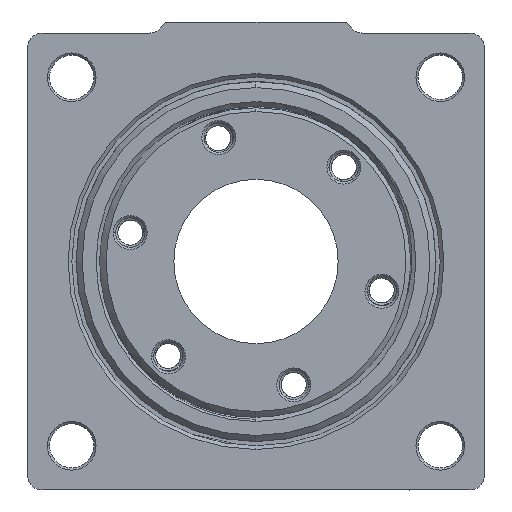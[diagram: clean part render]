
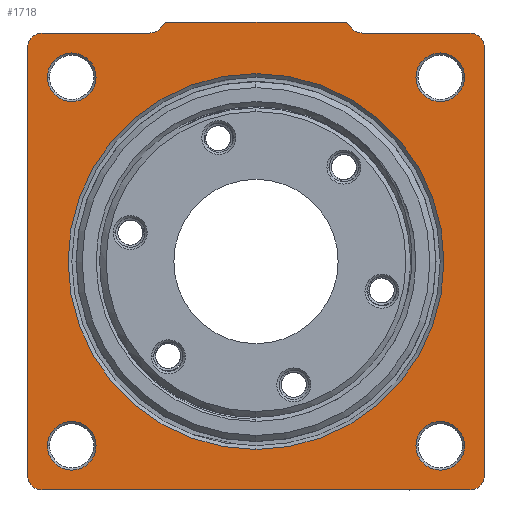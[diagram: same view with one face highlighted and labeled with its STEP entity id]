
A CAD part, front view. The second image highlights one B-rep face of the part: STEP entity #1718.
In plain terms, the highlighted planar face has unit normal (0, -1, 0).
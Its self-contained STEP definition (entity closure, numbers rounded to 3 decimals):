
#2=CARTESIAN_POINT('',(11.838,0.,31.5));
#3=DIRECTION('',(0.,1.,0.));
#4=DIRECTION('',(0.,0.,1.));
#5=AXIS2_PLACEMENT_3D('',#2,#3,#4);
#7=CARTESIAN_POINT('',(14.436,0.,33.));
#8=DIRECTION('',(0.,-1.,0.));
#9=DIRECTION('',(-0.866,0.,-0.5));
#10=AXIS2_PLACEMENT_3D('',#7,#8,#9);
#12=DIRECTION('',(1.,0.,0.));
#13=VECTOR('',#12,14.564);
#14=CARTESIAN_POINT('',(14.436,0.,31.));
#15=LINE('',#14,#13);
#16=CARTESIAN_POINT('',(29.,0.,29.));
#17=DIRECTION('',(0.,1.,0.));
#18=DIRECTION('',(0.,0.,1.));
#19=AXIS2_PLACEMENT_3D('',#16,#17,#18);
#21=DIRECTION('',(0.,0.,-1.));
#22=VECTOR('',#21,58.);
#23=CARTESIAN_POINT('',(31.,0.,29.));
#24=LINE('',#23,#22);
#25=CARTESIAN_POINT('',(29.,0.,-29.));
#26=DIRECTION('',(0.,1.,0.));
#27=DIRECTION('',(1.,0.,0.));
#28=AXIS2_PLACEMENT_3D('',#25,#26,#27);
#30=DIRECTION('',(-1.,0.,0.));
#31=VECTOR('',#30,58.);
#32=CARTESIAN_POINT('',(29.,0.,-31.));
#33=LINE('',#32,#31);
#34=CARTESIAN_POINT('',(-29.,0.,-29.));
#35=DIRECTION('',(0.,1.,0.));
#36=DIRECTION('',(0.,0.,-1.));
#37=AXIS2_PLACEMENT_3D('',#34,#35,#36);
#39=DIRECTION('',(0.,0.,1.));
#40=VECTOR('',#39,58.);
#41=CARTESIAN_POINT('',(-31.,0.,-29.));
#42=LINE('',#41,#40);
#43=CARTESIAN_POINT('',(-29.,0.,29.));
#44=DIRECTION('',(0.,1.,0.));
#45=DIRECTION('',(-1.,0.,0.));
#46=AXIS2_PLACEMENT_3D('',#43,#44,#45);
#48=DIRECTION('',(1.,0.,0.));
#49=VECTOR('',#48,14.564);
#50=CARTESIAN_POINT('',(-29.,0.,31.));
#51=LINE('',#50,#49);
#52=CARTESIAN_POINT('',(-14.436,0.,33.));
#53=DIRECTION('',(0.,-1.,0.));
#54=DIRECTION('',(0.,0.,-1.));
#55=AXIS2_PLACEMENT_3D('',#52,#53,#54);
#57=CARTESIAN_POINT('',(-11.838,0.,31.5));
#58=DIRECTION('',(0.,1.,0.));
#59=DIRECTION('',(-0.866,0.,0.5));
#60=AXIS2_PLACEMENT_3D('',#57,#58,#59);
#62=DIRECTION('',(1.,0.,0.));
#63=VECTOR('',#62,23.677);
#64=CARTESIAN_POINT('',(-11.838,0.,32.5));
#65=LINE('',#64,#63);
#66=CARTESIAN_POINT('',(0.,0.,0.));
#67=DIRECTION('',(0.,-1.,0.));
#68=DIRECTION('',(0.,0.,-1.));
#69=AXIS2_PLACEMENT_3D('',#66,#67,#68);
#71=CARTESIAN_POINT('',(0.,0.,0.));
#72=DIRECTION('',(0.,-1.,0.));
#73=DIRECTION('',(0.,0.,1.));
#74=AXIS2_PLACEMENT_3D('',#71,#72,#73);
#76=CARTESIAN_POINT('',(-25.,0.,25.));
#77=DIRECTION('',(0.,1.,0.));
#78=DIRECTION('',(1.,0.,0.));
#79=AXIS2_PLACEMENT_3D('',#76,#77,#78);
#81=CARTESIAN_POINT('',(-25.,0.,25.));
#82=DIRECTION('',(0.,1.,0.));
#83=DIRECTION('',(-1.,0.,0.));
#84=AXIS2_PLACEMENT_3D('',#81,#82,#83);
#86=CARTESIAN_POINT('',(25.,0.,25.));
#87=DIRECTION('',(0.,1.,0.));
#88=DIRECTION('',(1.,0.,0.));
#89=AXIS2_PLACEMENT_3D('',#86,#87,#88);
#91=CARTESIAN_POINT('',(25.,0.,25.));
#92=DIRECTION('',(0.,1.,0.));
#93=DIRECTION('',(-1.,0.,0.));
#94=AXIS2_PLACEMENT_3D('',#91,#92,#93);
#96=CARTESIAN_POINT('',(-25.,0.,-25.));
#97=DIRECTION('',(0.,1.,0.));
#98=DIRECTION('',(1.,0.,0.));
#99=AXIS2_PLACEMENT_3D('',#96,#97,#98);
#101=CARTESIAN_POINT('',(-25.,0.,-25.));
#102=DIRECTION('',(0.,1.,0.));
#103=DIRECTION('',(-1.,0.,0.));
#104=AXIS2_PLACEMENT_3D('',#101,#102,#103);
#106=CARTESIAN_POINT('',(25.,0.,-25.));
#107=DIRECTION('',(0.,1.,0.));
#108=DIRECTION('',(1.,0.,0.));
#109=AXIS2_PLACEMENT_3D('',#106,#107,#108);
#111=CARTESIAN_POINT('',(25.,0.,-25.));
#112=DIRECTION('',(0.,1.,0.));
#113=DIRECTION('',(-1.,0.,0.));
#114=AXIS2_PLACEMENT_3D('',#111,#112,#113);
#1378=CARTESIAN_POINT('',(11.838,0.,32.5));
#1379=CARTESIAN_POINT('',(12.704,0.,32.));
#1380=VERTEX_POINT('',#1378);
#1381=VERTEX_POINT('',#1379);
#1382=CARTESIAN_POINT('',(14.436,0.,31.));
#1383=VERTEX_POINT('',#1382);
#1384=CARTESIAN_POINT('',(29.,0.,31.));
#1385=VERTEX_POINT('',#1384);
#1386=CARTESIAN_POINT('',(31.,0.,29.));
#1387=VERTEX_POINT('',#1386);
#1388=CARTESIAN_POINT('',(31.,0.,-29.));
#1389=VERTEX_POINT('',#1388);
#1390=CARTESIAN_POINT('',(29.,0.,-31.));
#1391=VERTEX_POINT('',#1390);
#1392=CARTESIAN_POINT('',(-29.,0.,-31.));
#1393=VERTEX_POINT('',#1392);
#1394=CARTESIAN_POINT('',(-31.,0.,-29.));
#1395=VERTEX_POINT('',#1394);
#1396=CARTESIAN_POINT('',(-31.,0.,29.));
#1397=VERTEX_POINT('',#1396);
#1398=CARTESIAN_POINT('',(-29.,0.,31.));
#1399=VERTEX_POINT('',#1398);
#1400=CARTESIAN_POINT('',(-14.436,0.,31.));
#1401=VERTEX_POINT('',#1400);
#1402=CARTESIAN_POINT('',(-12.704,0.,32.));
#1403=VERTEX_POINT('',#1402);
#1404=CARTESIAN_POINT('',(-11.838,0.,32.5));
#1405=VERTEX_POINT('',#1404);
#1549=CARTESIAN_POINT('',(0.,0.,-25.5));
#1550=CARTESIAN_POINT('',(0.,0.,25.5));
#1551=VERTEX_POINT('',#1549);
#1552=VERTEX_POINT('',#1550);
#1621=CARTESIAN_POINT('',(-21.7,0.,25.));
#1622=CARTESIAN_POINT('',(-28.3,0.,25.));
#1623=VERTEX_POINT('',#1621);
#1624=VERTEX_POINT('',#1622);
#1629=CARTESIAN_POINT('',(28.3,0.,25.));
#1630=CARTESIAN_POINT('',(21.7,0.,25.));
#1631=VERTEX_POINT('',#1629);
#1632=VERTEX_POINT('',#1630);
#1637=CARTESIAN_POINT('',(-21.7,0.,-25.));
#1638=CARTESIAN_POINT('',(-28.3,0.,-25.));
#1639=VERTEX_POINT('',#1637);
#1640=VERTEX_POINT('',#1638);
#1645=CARTESIAN_POINT('',(28.3,0.,-25.));
#1646=CARTESIAN_POINT('',(21.7,0.,-25.));
#1647=VERTEX_POINT('',#1645);
#1648=VERTEX_POINT('',#1646);
#1653=CARTESIAN_POINT('',(0.,0.,0.));
#1654=DIRECTION('',(0.,1.,0.));
#1655=DIRECTION('',(1.,0.,0.));
#1656=AXIS2_PLACEMENT_3D('',#1653,#1654,#1655);
#1657=PLANE('',#1656);
#1659=ORIENTED_EDGE('',*,*,#1658,.T.);
#1661=ORIENTED_EDGE('',*,*,#1660,.T.);
#1663=ORIENTED_EDGE('',*,*,#1662,.T.);
#1665=ORIENTED_EDGE('',*,*,#1664,.T.);
#1667=ORIENTED_EDGE('',*,*,#1666,.T.);
#1669=ORIENTED_EDGE('',*,*,#1668,.T.);
#1671=ORIENTED_EDGE('',*,*,#1670,.T.);
#1673=ORIENTED_EDGE('',*,*,#1672,.T.);
#1675=ORIENTED_EDGE('',*,*,#1674,.T.);
#1677=ORIENTED_EDGE('',*,*,#1676,.T.);
#1679=ORIENTED_EDGE('',*,*,#1678,.T.);
#1681=ORIENTED_EDGE('',*,*,#1680,.T.);
#1683=ORIENTED_EDGE('',*,*,#1682,.T.);
#1685=ORIENTED_EDGE('',*,*,#1684,.T.);
#1686=EDGE_LOOP('',(#1659,#1661,#1663,#1665,#1667,#1669,#1671,#1673,#1675,#1677,
#1679,#1681,#1683,#1685));
#1687=FACE_OUTER_BOUND('',#1686,.F.);
#1689=ORIENTED_EDGE('',*,*,#1688,.T.);
#1691=ORIENTED_EDGE('',*,*,#1690,.T.);
#1692=EDGE_LOOP('',(#1689,#1691));
#1693=FACE_BOUND('',#1692,.F.);
#1695=ORIENTED_EDGE('',*,*,#1694,.F.);
#1697=ORIENTED_EDGE('',*,*,#1696,.F.);
#1698=EDGE_LOOP('',(#1695,#1697));
#1699=FACE_BOUND('',#1698,.F.);
#1701=ORIENTED_EDGE('',*,*,#1700,.F.);
#1703=ORIENTED_EDGE('',*,*,#1702,.F.);
#1704=EDGE_LOOP('',(#1701,#1703));
#1705=FACE_BOUND('',#1704,.F.);
#1707=ORIENTED_EDGE('',*,*,#1706,.F.);
#1709=ORIENTED_EDGE('',*,*,#1708,.F.);
#1710=EDGE_LOOP('',(#1707,#1709));
#1711=FACE_BOUND('',#1710,.F.);
#1713=ORIENTED_EDGE('',*,*,#1712,.F.);
#1715=ORIENTED_EDGE('',*,*,#1714,.F.);
#1716=EDGE_LOOP('',(#1713,#1715));
#1717=FACE_BOUND('',#1716,.F.);
#1718=ADVANCED_FACE('',(#1687,#1693,#1699,#1705,#1711,#1717),#1657,.F.);
#6=CIRCLE('',#5,1.);
#11=CIRCLE('',#10,2.);
#20=CIRCLE('',#19,2.);
#29=CIRCLE('',#28,2.);
#38=CIRCLE('',#37,2.);
#47=CIRCLE('',#46,2.);
#56=CIRCLE('',#55,2.);
#61=CIRCLE('',#60,1.);
#70=CIRCLE('',#69,25.5);
#75=CIRCLE('',#74,25.5);
#80=CIRCLE('',#79,3.3);
#85=CIRCLE('',#84,3.3);
#90=CIRCLE('',#89,3.3);
#95=CIRCLE('',#94,3.3);
#100=CIRCLE('',#99,3.3);
#105=CIRCLE('',#104,3.3);
#110=CIRCLE('',#109,3.3);
#115=CIRCLE('',#114,3.3);
#1658=EDGE_CURVE('',#1380,#1381,#6,.T.);
#1660=EDGE_CURVE('',#1381,#1383,#11,.T.);
#1662=EDGE_CURVE('',#1383,#1385,#15,.T.);
#1664=EDGE_CURVE('',#1385,#1387,#20,.T.);
#1666=EDGE_CURVE('',#1387,#1389,#24,.T.);
#1668=EDGE_CURVE('',#1389,#1391,#29,.T.);
#1670=EDGE_CURVE('',#1391,#1393,#33,.T.);
#1672=EDGE_CURVE('',#1393,#1395,#38,.T.);
#1674=EDGE_CURVE('',#1395,#1397,#42,.T.);
#1676=EDGE_CURVE('',#1397,#1399,#47,.T.);
#1678=EDGE_CURVE('',#1399,#1401,#51,.T.);
#1680=EDGE_CURVE('',#1401,#1403,#56,.T.);
#1682=EDGE_CURVE('',#1403,#1405,#61,.T.);
#1684=EDGE_CURVE('',#1405,#1380,#65,.T.);
#1688=EDGE_CURVE('',#1551,#1552,#70,.T.);
#1690=EDGE_CURVE('',#1552,#1551,#75,.T.);
#1694=EDGE_CURVE('',#1623,#1624,#80,.T.);
#1696=EDGE_CURVE('',#1624,#1623,#85,.T.);
#1700=EDGE_CURVE('',#1631,#1632,#90,.T.);
#1702=EDGE_CURVE('',#1632,#1631,#95,.T.);
#1706=EDGE_CURVE('',#1639,#1640,#100,.T.);
#1708=EDGE_CURVE('',#1640,#1639,#105,.T.);
#1712=EDGE_CURVE('',#1647,#1648,#110,.T.);
#1714=EDGE_CURVE('',#1648,#1647,#115,.T.);
